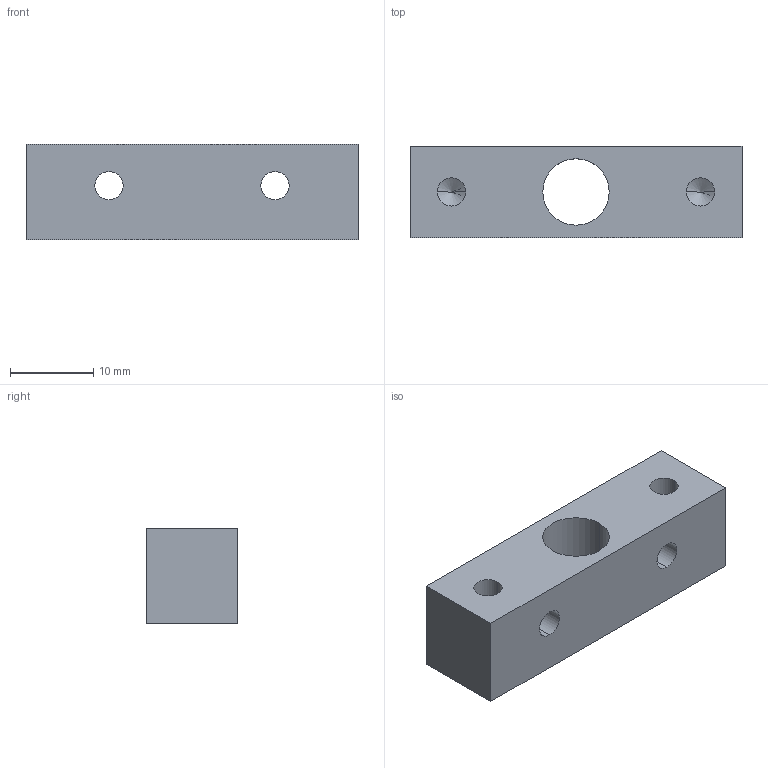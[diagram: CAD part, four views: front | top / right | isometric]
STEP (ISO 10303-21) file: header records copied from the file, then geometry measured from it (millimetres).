
FILE_DESCRIPTION (( 'STEP AP214' ), '1' );
FILE_NAME ('support_faceavant.STEP', '2020-07-15T14:40:38', ( '' ), ( '' ), 'SwSTEP 2.0', 'SolidWorks 2016', '' );
FILE_SCHEMA (( 'AUTOMOTIVE_DESIGN' ));
Length unit declared in the file: millimetre
Products named in the file (1): support_faceavant
Bounding box: 40 x 11 x 11.51 mm (x, y, z)
Volume: 4097 mm3; surface area: 2590.5 mm2
Topology: 1 solids, 1 shells, 26 faces, 62 edges, 38 vertices
Faces by surface type: cylinder 14, plane 8, cone 4
Entity records: 780 total; most frequent: DIRECTION 140, CARTESIAN_POINT 123, ORIENTED_EDGE 116, EDGE_CURVE 58, AXIS2_PLACEMENT_3D 55, VERTEX_POINT 38, EDGE_LOOP 36, VECTOR 30
